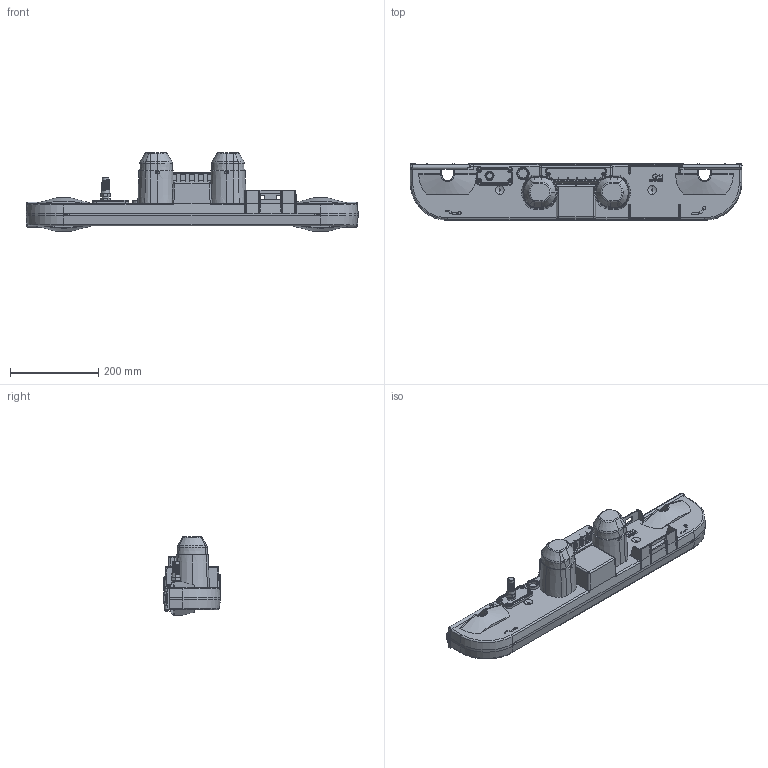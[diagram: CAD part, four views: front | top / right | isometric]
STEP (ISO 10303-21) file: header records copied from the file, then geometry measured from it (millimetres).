
FILE_DESCRIPTION (( 'STEP AP203' ), '1' );
FILE_NAME ('Duo 7.STEP', '2012-01-20T10:14:15', ( '.' ), ( '.' ), 'SwSTEP 2.0', 'SolidWorks 2008', '' );
FILE_SCHEMA (( 'CONFIG_CONTROL_DESIGN' ));
Length unit declared in the file: millimetre
Products named in the file (1): Duo 7
Bounding box: 750.9 x 128.15 x 178.3 mm (x, y, z)
Volume: 6257208.9 mm3; surface area: 404499.2 mm2
Topology: 1 solids, 1 shells, 3592 faces, 9443 edges, 6045 vertices
Faces by surface type: plane 2259, cylinder 531, bspline 474, cone 166, torus 122, sphere 40
Entity records: 130076 total; most frequent: CARTESIAN_POINT 45246, ORIENTED_EDGE 18854, DIRECTION 15686, EDGE_CURVE 9427, LINE 6854, VECTOR 6854, VERTEX_POINT 6045, AXIS2_PLACEMENT_3D 4416
